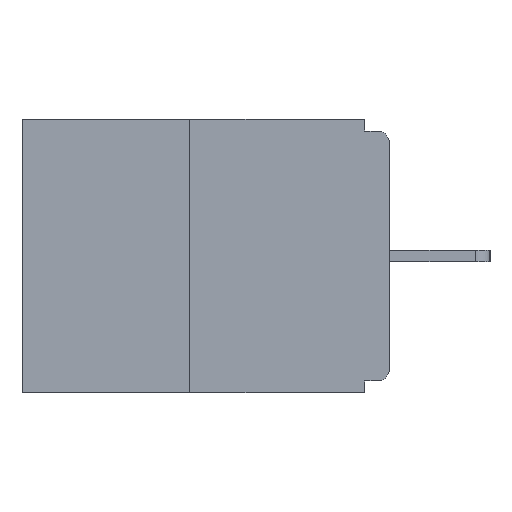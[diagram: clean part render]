
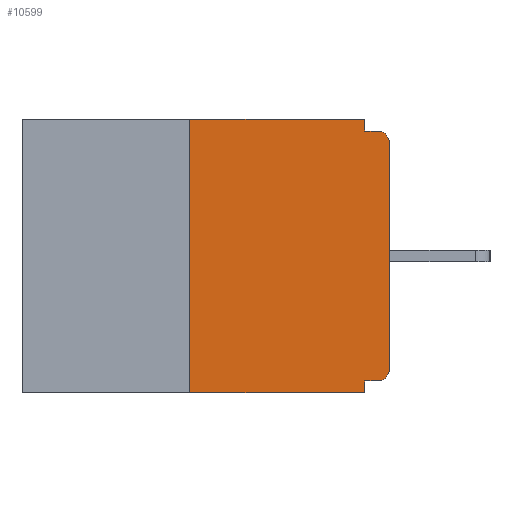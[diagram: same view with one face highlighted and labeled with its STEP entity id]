
A CAD part, left-side view. The second image highlights one B-rep face of the part: STEP entity #10599.
In plain terms, the highlighted planar face has unit normal (-1, 0, 0).
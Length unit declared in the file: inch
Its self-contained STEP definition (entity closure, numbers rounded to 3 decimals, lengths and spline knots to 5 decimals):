
#87 = FACE_OUTER_BOUND ( 'NONE', #2921, .T. ) ;
#149 = CARTESIAN_POINT ( 'NONE',  ( 0., 0., -0.313 ) ) ;
#277 = VERTEX_POINT ( 'NONE', #16056 ) ;
#316 = VERTEX_POINT ( 'NONE', #2388 ) ;
#346 = CIRCLE ( 'NONE', #13264, 0.015 ) ;
#602 = LINE ( 'NONE', #2402, #11918 ) ;
#910 = CARTESIAN_POINT ( 'NONE',  ( 0., 0.46, 0. ) ) ;
#1421 = EDGE_CURVE ( 'NONE', #2275, #4673, #5422, .T. ) ;
#2037 = CARTESIAN_POINT ( 'NONE',  ( 0., 0., -0.03 ) ) ;
#2259 = CARTESIAN_POINT ( 'NONE',  ( 0., 0.46, -0.343 ) ) ;
#2275 = VERTEX_POINT ( 'NONE', #5743 ) ;
#2332 = DIRECTION ( 'NONE',  ( -1., 0., 0. ) ) ;
#2388 = CARTESIAN_POINT ( 'NONE',  ( 0., 0.015, -0.328 ) ) ;
#2402 = CARTESIAN_POINT ( 'NONE',  ( 0., 0.031, 0. ) ) ;
#2704 = DIRECTION ( 'NONE',  ( 0., 0., 1. ) ) ;
#2918 = LINE ( 'NONE', #12898, #5954 ) ;
#2921 = EDGE_LOOP ( 'NONE', ( #15555, #9571, #8952, #8496, #8717, #9075, #5772, #16063, #5434, #4552 ) ) ;
#3557 = EDGE_CURVE ( 'NONE', #316, #14641, #15271, .T. ) ;
#3611 = VERTEX_POINT ( 'NONE', #2037 ) ;
#3625 = CARTESIAN_POINT ( 'NONE',  ( 0., 0., 0. ) ) ;
#3659 = VERTEX_POINT ( 'NONE', #11901 ) ;
#4263 = CIRCLE ( 'NONE', #18104, 0.015 ) ;
#4552 = ORIENTED_EDGE ( 'NONE', *, *, #14433, .F. ) ;
#4673 = VERTEX_POINT ( 'NONE', #7094 ) ;
#5176 = DIRECTION ( 'NONE',  ( 0., 0., -1. ) ) ;
#5422 = LINE ( 'NONE', #15251, #8913 ) ;
#5434 = ORIENTED_EDGE ( 'NONE', *, *, #16314, .F. ) ;
#5639 = VERTEX_POINT ( 'NONE', #12715 ) ;
#5743 = CARTESIAN_POINT ( 'NONE',  ( 0., 0.25, 0. ) ) ;
#5772 = ORIENTED_EDGE ( 'NONE', *, *, #8091, .T. ) ;
#5954 = VECTOR ( 'NONE', #2704, 39.37008 ) ;
#6010 = EDGE_CURVE ( 'NONE', #316, #15352, #346, .T. ) ;
#6938 = DIRECTION ( 'NONE',  ( 0., 0., -1. ) ) ;
#6957 = DIRECTION ( 'NONE',  ( 0., 0., -1. ) ) ;
#7094 = CARTESIAN_POINT ( 'NONE',  ( 0., 0.031, 0. ) ) ;
#8091 = EDGE_CURVE ( 'NONE', #15352, #3611, #13278, .T. ) ;
#8496 = ORIENTED_EDGE ( 'NONE', *, *, #15547, .F. ) ;
#8717 = ORIENTED_EDGE ( 'NONE', *, *, #3557, .F. ) ;
#8913 = VECTOR ( 'NONE', #11248, 39.37008 ) ;
#8952 = ORIENTED_EDGE ( 'NONE', *, *, #11636, .T. ) ;
#9075 = ORIENTED_EDGE ( 'NONE', *, *, #6010, .T. ) ;
#9474 = VECTOR ( 'NONE', #16588, 39.37008 ) ;
#9571 = ORIENTED_EDGE ( 'NONE', *, *, #15144, .F. ) ;
#10599 = ADVANCED_FACE ( 'NONE', ( #87 ), #14118, .F. ) ;
#10718 = VECTOR ( 'NONE', #13053, 39.37008 ) ;
#11165 = CARTESIAN_POINT ( 'NONE',  ( 0., 0.015, -0.03 ) ) ;
#11248 = DIRECTION ( 'NONE',  ( 0., -1., 0. ) ) ;
#11551 = VECTOR ( 'NONE', #18406, 39.37008 ) ;
#11636 = EDGE_CURVE ( 'NONE', #277, #5639, #15328, .T. ) ;
#11643 = EDGE_CURVE ( 'NONE', #3611, #12809, #4263, .T. ) ;
#11901 = CARTESIAN_POINT ( 'NONE',  ( 0., 0.031, -0.015 ) ) ;
#11918 = VECTOR ( 'NONE', #6938, 39.37008 ) ;
#11973 = DIRECTION ( 'NONE',  ( -1., 0., 0. ) ) ;
#12049 = VECTOR ( 'NONE', #15353, 39.37008 ) ;
#12445 = CARTESIAN_POINT ( 'NONE',  ( 0., 0.015, -0.313 ) ) ;
#12603 = DIRECTION ( 'NONE',  ( 0., 0., -1. ) ) ;
#12715 = CARTESIAN_POINT ( 'NONE',  ( 0., 0.031, -0.343 ) ) ;
#12809 = VERTEX_POINT ( 'NONE', #18032 ) ;
#12854 = DIRECTION ( 'NONE',  ( 0., 0., -1. ) ) ;
#12898 = CARTESIAN_POINT ( 'NONE',  ( 0., 0.25, 0. ) ) ;
#13053 = DIRECTION ( 'NONE',  ( 0., -1., 0. ) ) ;
#13264 = AXIS2_PLACEMENT_3D ( 'NONE', #12445, #11973, #12854 ) ;
#13278 = LINE ( 'NONE', #3625, #9474 ) ;
#13869 = CARTESIAN_POINT ( 'NONE',  ( 0., 0.031, -0.343 ) ) ;
#14118 = PLANE ( 'NONE',  #15493 ) ;
#14433 = EDGE_CURVE ( 'NONE', #4673, #3659, #602, .T. ) ;
#14498 = LINE ( 'NONE', #17146, #10718 ) ;
#14535 = VECTOR ( 'NONE', #5176, 39.37008 ) ;
#14578 = CARTESIAN_POINT ( 'NONE',  ( 0., 0.031, -0.328 ) ) ;
#14641 = VERTEX_POINT ( 'NONE', #14578 ) ;
#15141 = CARTESIAN_POINT ( 'NONE',  ( 0., 0., -0.328 ) ) ;
#15144 = EDGE_CURVE ( 'NONE', #277, #2275, #2918, .T. ) ;
#15251 = CARTESIAN_POINT ( 'NONE',  ( 0., 0.46, 0. ) ) ;
#15271 = LINE ( 'NONE', #15141, #11551 ) ;
#15328 = LINE ( 'NONE', #2259, #12049 ) ;
#15352 = VERTEX_POINT ( 'NONE', #149 ) ;
#15353 = DIRECTION ( 'NONE',  ( 0., -1., 0. ) ) ;
#15492 = DIRECTION ( 'NONE',  ( 1., 0., 0. ) ) ;
#15493 = AXIS2_PLACEMENT_3D ( 'NONE', #910, #15492, #6957 ) ;
#15547 = EDGE_CURVE ( 'NONE', #14641, #5639, #17701, .T. ) ;
#15555 = ORIENTED_EDGE ( 'NONE', *, *, #1421, .F. ) ;
#16056 = CARTESIAN_POINT ( 'NONE',  ( 0., 0.25, -0.343 ) ) ;
#16063 = ORIENTED_EDGE ( 'NONE', *, *, #11643, .T. ) ;
#16314 = EDGE_CURVE ( 'NONE', #3659, #12809, #14498, .T. ) ;
#16588 = DIRECTION ( 'NONE',  ( 0., 0., 1. ) ) ;
#17146 = CARTESIAN_POINT ( 'NONE',  ( 0., 0., -0.015 ) ) ;
#17701 = LINE ( 'NONE', #13869, #14535 ) ;
#18032 = CARTESIAN_POINT ( 'NONE',  ( 0., 0.015, -0.015 ) ) ;
#18104 = AXIS2_PLACEMENT_3D ( 'NONE', #11165, #2332, #12603 ) ;
#18406 = DIRECTION ( 'NONE',  ( 0., 1., 0. ) ) ;
